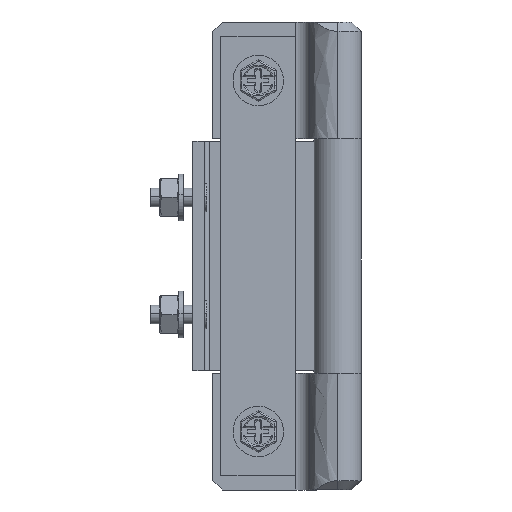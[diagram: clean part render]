
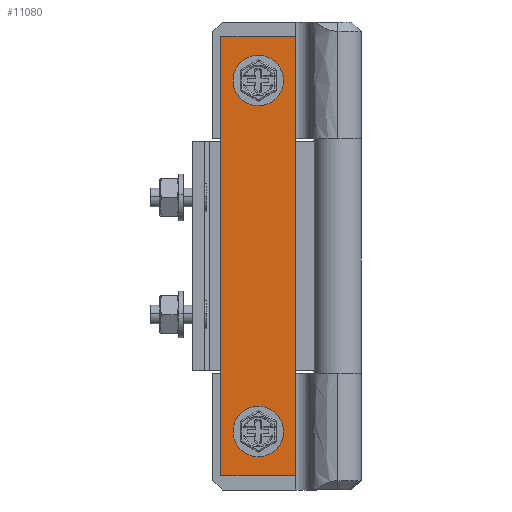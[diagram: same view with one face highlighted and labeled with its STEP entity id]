
A CAD part, left-side view. The second image highlights one B-rep face of the part: STEP entity #11080.
In plain terms, the highlighted free-form (B-spline) face has degree [1, 1] with [2, 2] control points.
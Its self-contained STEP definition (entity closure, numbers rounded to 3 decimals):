
#10673=CARTESIAN_POINT('',(-2.4,21.586,87.861));
#10674=VERTEX_POINT('',#10673);
#10680=CARTESIAN_POINT('',(-2.4,17.,82.9));
#10681=VERTEX_POINT('',#10680);
#10682=CARTESIAN_POINT('',(-2.4,21.586,87.861));
#10683=CARTESIAN_POINT('',(-2.4,21.6,87.681));
#10684=CARTESIAN_POINT('',(-2.4,21.6,87.5));
#10685=CARTESIAN_POINT('',(-2.4,21.6,82.9));
#10686=CARTESIAN_POINT('',(-2.4,17.,82.9));
#10694=(BOUNDED_CURVE()B_SPLINE_CURVE(2,(#10682,#10683,#10684,#10685,#10686),.UNSPECIFIED.,.F.,.U.)B_SPLINE_CURVE_WITH_KNOTS((3,2,3),(0.736,0.75,1.0),.UNSPECIFIED.)CURVE()GEOMETRIC_REPRESENTATION_ITEM()RATIONAL_B_SPLINE_CURVE((0.97,0.984,1.0,0.707,1.0))REPRESENTATION_ITEM(''));
#10695=EDGE_CURVE('',#10674,#10681,#10694,.T.);
#10697=CARTESIAN_POINT('',(-2.4,12.414,87.139));
#10698=VERTEX_POINT('',#10697);
#10699=CARTESIAN_POINT('',(-2.4,17.,82.9));
#10700=CARTESIAN_POINT('',(-2.4,12.748,82.9));
#10701=CARTESIAN_POINT('',(-2.4,12.414,87.139));
#10709=(BOUNDED_CURVE()B_SPLINE_CURVE(2,(#10699,#10700,#10701),.UNSPECIFIED.,.F.,.U.)B_SPLINE_CURVE_WITH_KNOTS((3,3),(0.0,0.236),.UNSPECIFIED.)CURVE()GEOMETRIC_REPRESENTATION_ITEM()RATIONAL_B_SPLINE_CURVE((1.0,0.723,0.97))REPRESENTATION_ITEM(''));
#10710=EDGE_CURVE('',#10681,#10698,#10709,.T.);
#10756=CARTESIAN_POINT('',(-2.4,17.,92.1));
#10757=VERTEX_POINT('',#10756);
#10758=CARTESIAN_POINT('',(-2.4,12.414,87.139));
#10759=CARTESIAN_POINT('',(-2.4,12.4,87.319));
#10760=CARTESIAN_POINT('',(-2.4,12.4,87.5));
#10761=CARTESIAN_POINT('',(-2.4,12.4,92.1));
#10762=CARTESIAN_POINT('',(-2.4,17.,92.1));
#10770=(BOUNDED_CURVE()B_SPLINE_CURVE(2,(#10758,#10759,#10760,#10761,#10762),.UNSPECIFIED.,.F.,.U.)B_SPLINE_CURVE_WITH_KNOTS((3,2,3),(0.236,0.25,0.5),.UNSPECIFIED.)CURVE()GEOMETRIC_REPRESENTATION_ITEM()RATIONAL_B_SPLINE_CURVE((0.97,0.984,1.0,0.707,1.0))REPRESENTATION_ITEM(''));
#10771=EDGE_CURVE('',#10698,#10757,#10770,.T.);
#10773=CARTESIAN_POINT('',(-2.4,17.,92.1));
#10774=CARTESIAN_POINT('',(-2.4,21.252,92.1));
#10775=CARTESIAN_POINT('',(-2.4,21.586,87.861));
#10783=(BOUNDED_CURVE()B_SPLINE_CURVE(2,(#10773,#10774,#10775),.UNSPECIFIED.,.F.,.U.)B_SPLINE_CURVE_WITH_KNOTS((3,3),(0.5,0.736),.UNSPECIFIED.)CURVE()GEOMETRIC_REPRESENTATION_ITEM()RATIONAL_B_SPLINE_CURVE((1.0,0.723,0.97))REPRESENTATION_ITEM(''));
#10784=EDGE_CURVE('',#10757,#10674,#10783,.T.);
#10855=CARTESIAN_POINT('',(-2.4,21.586,12.861));
#10856=VERTEX_POINT('',#10855);
#10862=CARTESIAN_POINT('',(-2.4,17.,7.9));
#10863=VERTEX_POINT('',#10862);
#10864=CARTESIAN_POINT('',(-2.4,21.586,12.861));
#10865=CARTESIAN_POINT('',(-2.4,21.6,12.681));
#10866=CARTESIAN_POINT('',(-2.4,21.6,12.5));
#10867=CARTESIAN_POINT('',(-2.4,21.6,7.9));
#10868=CARTESIAN_POINT('',(-2.4,17.,7.9));
#10876=(BOUNDED_CURVE()B_SPLINE_CURVE(2,(#10864,#10865,#10866,#10867,#10868),.UNSPECIFIED.,.F.,.U.)B_SPLINE_CURVE_WITH_KNOTS((3,2,3),(0.736,0.75,1.0),.UNSPECIFIED.)CURVE()GEOMETRIC_REPRESENTATION_ITEM()RATIONAL_B_SPLINE_CURVE((0.97,0.984,1.0,0.707,1.0))REPRESENTATION_ITEM(''));
#10877=EDGE_CURVE('',#10856,#10863,#10876,.T.);
#10879=CARTESIAN_POINT('',(-2.4,12.414,12.139));
#10880=VERTEX_POINT('',#10879);
#10881=CARTESIAN_POINT('',(-2.4,17.,7.9));
#10882=CARTESIAN_POINT('',(-2.4,12.748,7.9));
#10883=CARTESIAN_POINT('',(-2.4,12.414,12.139));
#10891=(BOUNDED_CURVE()B_SPLINE_CURVE(2,(#10881,#10882,#10883),.UNSPECIFIED.,.F.,.U.)B_SPLINE_CURVE_WITH_KNOTS((3,3),(0.0,0.236),.UNSPECIFIED.)CURVE()GEOMETRIC_REPRESENTATION_ITEM()RATIONAL_B_SPLINE_CURVE((1.0,0.723,0.97))REPRESENTATION_ITEM(''));
#10892=EDGE_CURVE('',#10863,#10880,#10891,.T.);
#10938=CARTESIAN_POINT('',(-2.4,17.,17.1));
#10939=VERTEX_POINT('',#10938);
#10940=CARTESIAN_POINT('',(-2.4,12.414,12.139));
#10941=CARTESIAN_POINT('',(-2.4,12.4,12.319));
#10942=CARTESIAN_POINT('',(-2.4,12.4,12.5));
#10943=CARTESIAN_POINT('',(-2.4,12.4,17.1));
#10944=CARTESIAN_POINT('',(-2.4,17.,17.1));
#10952=(BOUNDED_CURVE()B_SPLINE_CURVE(2,(#10940,#10941,#10942,#10943,#10944),.UNSPECIFIED.,.F.,.U.)B_SPLINE_CURVE_WITH_KNOTS((3,2,3),(0.236,0.25,0.5),.UNSPECIFIED.)CURVE()GEOMETRIC_REPRESENTATION_ITEM()RATIONAL_B_SPLINE_CURVE((0.97,0.984,1.0,0.707,1.0))REPRESENTATION_ITEM(''));
#10953=EDGE_CURVE('',#10880,#10939,#10952,.T.);
#10955=CARTESIAN_POINT('',(-2.4,17.,17.1));
#10956=CARTESIAN_POINT('',(-2.4,21.252,17.1));
#10957=CARTESIAN_POINT('',(-2.4,21.586,12.861));
#10965=(BOUNDED_CURVE()B_SPLINE_CURVE(2,(#10955,#10956,#10957),.UNSPECIFIED.,.F.,.U.)B_SPLINE_CURVE_WITH_KNOTS((3,3),(0.5,0.736),.UNSPECIFIED.)CURVE()GEOMETRIC_REPRESENTATION_ITEM()RATIONAL_B_SPLINE_CURVE((1.0,0.723,0.97))REPRESENTATION_ITEM(''));
#10966=EDGE_CURVE('',#10939,#10856,#10965,.T.);
#11033=CARTESIAN_POINT('',(-2.4,25.799,101.695));
#11034=CARTESIAN_POINT('',(-2.4,8.201,101.695));
#11035=CARTESIAN_POINT('',(-2.4,25.799,-1.695));
#11036=CARTESIAN_POINT('',(-2.4,8.201,-1.695));
#11037=B_SPLINE_SURFACE_WITH_KNOTS('',1,1,((#11033,#11035),(#11034,#11036)),.UNSPECIFIED.,.F.,.F.,.U.,(2,2),(2,2),(0.0,17.598),(0.0,103.391),.UNSPECIFIED.);
#11038=CARTESIAN_POINT('',(-2.4,25.,3.));
#11039=VERTEX_POINT('',#11038);
#11040=CARTESIAN_POINT('',(-2.4,25.,97.));
#11041=VERTEX_POINT('',#11040);
#11042=CARTESIAN_POINT('',(-2.4,25.,3.));
#11043=CARTESIAN_POINT('',(-2.4,25.,97.));
#11044=QUASI_UNIFORM_CURVE('',1,(#11042,#11043),.UNSPECIFIED.,.F.,.U.);
#11045=EDGE_CURVE('',#11039,#11041,#11044,.T.);
#11046=ORIENTED_EDGE('',*,*,#11045,.F.);
#11047=CARTESIAN_POINT('',(-2.4,9.,3.));
#11048=VERTEX_POINT('',#11047);
#11049=CARTESIAN_POINT('',(-2.4,9.,3.));
#11050=CARTESIAN_POINT('',(-2.4,25.,3.));
#11051=QUASI_UNIFORM_CURVE('',1,(#11049,#11050),.UNSPECIFIED.,.F.,.U.);
#11052=EDGE_CURVE('',#11048,#11039,#11051,.T.);
#11053=ORIENTED_EDGE('',*,*,#11052,.F.);
#11054=CARTESIAN_POINT('',(-2.4,9.,97.));
#11055=VERTEX_POINT('',#11054);
#11056=CARTESIAN_POINT('',(-2.4,9.,97.));
#11057=CARTESIAN_POINT('',(-2.4,9.,3.));
#11058=QUASI_UNIFORM_CURVE('',1,(#11056,#11057),.UNSPECIFIED.,.F.,.U.);
#11059=EDGE_CURVE('',#11055,#11048,#11058,.T.);
#11060=ORIENTED_EDGE('',*,*,#11059,.F.);
#11061=CARTESIAN_POINT('',(-2.4,25.,97.));
#11062=CARTESIAN_POINT('',(-2.4,9.,97.));
#11063=QUASI_UNIFORM_CURVE('',1,(#11061,#11062),.UNSPECIFIED.,.F.,.U.);
#11064=EDGE_CURVE('',#11041,#11055,#11063,.T.);
#11065=ORIENTED_EDGE('',*,*,#11064,.F.);
#11066=EDGE_LOOP('',(#11046,#11053,#11060,#11065));
#11067=FACE_OUTER_BOUND('',#11066,.T.);
#11068=ORIENTED_EDGE('',*,*,#10966,.F.);
#11069=ORIENTED_EDGE('',*,*,#10953,.F.);
#11070=ORIENTED_EDGE('',*,*,#10892,.F.);
#11071=ORIENTED_EDGE('',*,*,#10877,.F.);
#11072=EDGE_LOOP('',(#11068,#11069,#11070,#11071));
#11073=FACE_BOUND('',#11072,.T.);
#11074=ORIENTED_EDGE('',*,*,#10784,.F.);
#11075=ORIENTED_EDGE('',*,*,#10771,.F.);
#11076=ORIENTED_EDGE('',*,*,#10710,.F.);
#11077=ORIENTED_EDGE('',*,*,#10695,.F.);
#11078=EDGE_LOOP('',(#11074,#11075,#11076,#11077));
#11079=FACE_BOUND('',#11078,.T.);
#11080=ADVANCED_FACE('',(#11067,#11073,#11079),#11037,.F.);
